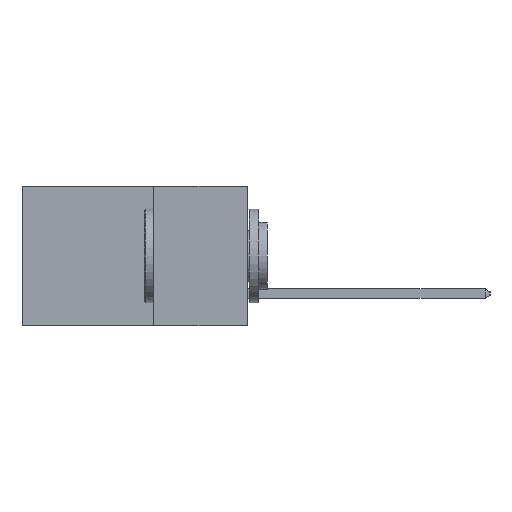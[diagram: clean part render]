
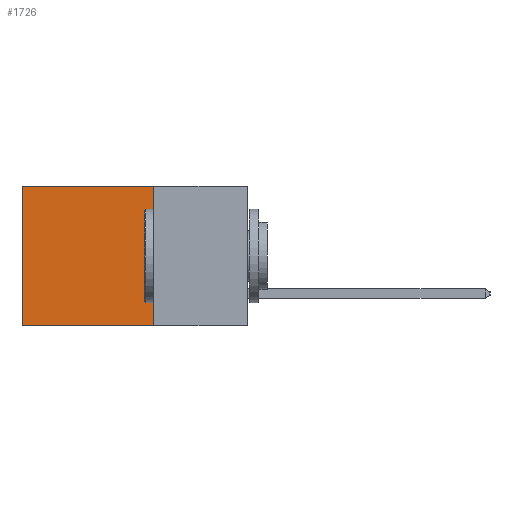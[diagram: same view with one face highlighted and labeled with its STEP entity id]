
A CAD part, left-side view. The second image highlights one B-rep face of the part: STEP entity #1726.
In plain terms, the highlighted planar face has unit normal (-1, 0, 0).
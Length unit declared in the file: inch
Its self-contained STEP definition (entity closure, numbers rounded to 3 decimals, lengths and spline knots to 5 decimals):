
#164 = LINE ( 'NONE', #12194, #12740 ) ;
#750 = EDGE_CURVE ( 'NONE', #4584, #6286, #4030, .T. ) ;
#1726 = ADVANCED_FACE ( 'NONE', ( #2302 ), #7094, .F. ) ;
#2302 = FACE_OUTER_BOUND ( 'NONE', #5991, .T. ) ;
#2412 = DIRECTION ( 'NONE',  ( 0., 1., 0. ) ) ;
#2446 = CARTESIAN_POINT ( 'NONE',  ( 0.298, 0.6, -0.37 ) ) ;
#3193 = CARTESIAN_POINT ( 'NONE',  ( 0.298, 0.25, 0. ) ) ;
#3377 = DIRECTION ( 'NONE',  ( 0., 0., -1. ) ) ;
#3585 = CARTESIAN_POINT ( 'NONE',  ( 0.298, 0.25, -0.37 ) ) ;
#3935 = CARTESIAN_POINT ( 'NONE',  ( 0.298, 0.25, 0. ) ) ;
#4030 = LINE ( 'NONE', #3585, #6409 ) ;
#4260 = VERTEX_POINT ( 'NONE', #3935 ) ;
#4578 = EDGE_CURVE ( 'NONE', #6006, #6286, #6533, .T. ) ;
#4584 = VERTEX_POINT ( 'NONE', #10312 ) ;
#4967 = DIRECTION ( 'NONE',  ( 0., 1., 0. ) ) ;
#5058 = AXIS2_PLACEMENT_3D ( 'NONE', #5586, #6374, #6334 ) ;
#5455 = CARTESIAN_POINT ( 'NONE',  ( 0.298, 0.6, 0. ) ) ;
#5586 = CARTESIAN_POINT ( 'NONE',  ( 0.298, 0.25, 0. ) ) ;
#5991 = EDGE_LOOP ( 'NONE', ( #8829, #9928, #9804, #9711 ) ) ;
#6006 = VERTEX_POINT ( 'NONE', #5455 ) ;
#6286 = VERTEX_POINT ( 'NONE', #2446 ) ;
#6334 = DIRECTION ( 'NONE',  ( 0., 0., -1. ) ) ;
#6374 = DIRECTION ( 'NONE',  ( 1., 0., 0. ) ) ;
#6409 = VECTOR ( 'NONE', #4967, 39.37008 ) ;
#6533 = LINE ( 'NONE', #9376, #11292 ) ;
#7094 = PLANE ( 'NONE',  #5058 ) ;
#7349 = VECTOR ( 'NONE', #10149, 39.37008 ) ;
#8773 = EDGE_CURVE ( 'NONE', #4260, #6006, #164, .T. ) ;
#8829 = ORIENTED_EDGE ( 'NONE', *, *, #4578, .T. ) ;
#9376 = CARTESIAN_POINT ( 'NONE',  ( 0.298, 0.6, 0. ) ) ;
#9631 = LINE ( 'NONE', #3193, #7349 ) ;
#9711 = ORIENTED_EDGE ( 'NONE', *, *, #8773, .T. ) ;
#9804 = ORIENTED_EDGE ( 'NONE', *, *, #10464, .F. ) ;
#9928 = ORIENTED_EDGE ( 'NONE', *, *, #750, .F. ) ;
#10149 = DIRECTION ( 'NONE',  ( 0., 0., -1. ) ) ;
#10312 = CARTESIAN_POINT ( 'NONE',  ( 0.298, 0.25, -0.37 ) ) ;
#10464 = EDGE_CURVE ( 'NONE', #4260, #4584, #9631, .T. ) ;
#11292 = VECTOR ( 'NONE', #3377, 39.37008 ) ;
#12194 = CARTESIAN_POINT ( 'NONE',  ( 0.298, 0.25, 0. ) ) ;
#12740 = VECTOR ( 'NONE', #2412, 39.37008 ) ;
